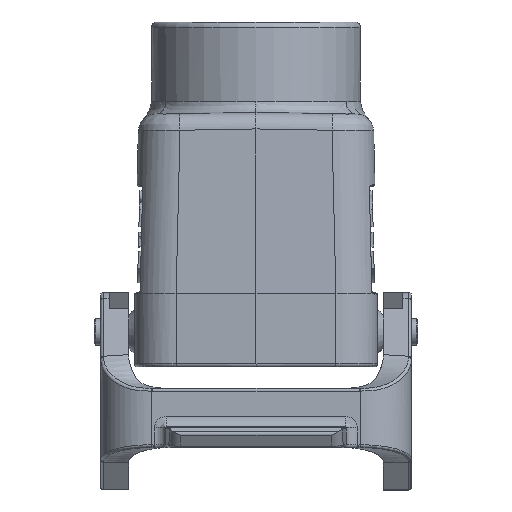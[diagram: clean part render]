
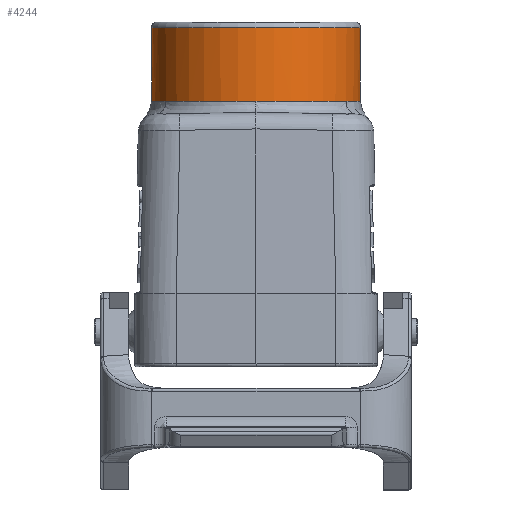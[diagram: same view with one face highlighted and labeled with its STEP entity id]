
A CAD part, left-side view. The second image highlights one B-rep face of the part: STEP entity #4244.
In plain terms, the highlighted cylindrical face has radius 18.5 mm (diameter 37 mm), a full revolution.
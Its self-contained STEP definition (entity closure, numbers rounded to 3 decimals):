
#2986=CYLINDRICAL_SURFACE('',#23505,18.5);
#4244=ADVANCED_FACE('',(#6221,#6222),#2986,.T.);
#5785=CIRCLE('',#23504,18.5);
#6221=FACE_BOUND('',#6435,.T.);
#6222=FACE_BOUND('',#6436,.T.);
#6435=EDGE_LOOP('',(#7850));
#6436=EDGE_LOOP('',(#7851,#7852,#7853,#7854,#7855,#7856));
#7850=ORIENTED_EDGE('',*,*,#14291,.T.);
#7851=ORIENTED_EDGE('',*,*,#14286,.T.);
#7852=ORIENTED_EDGE('',*,*,#14283,.T.);
#7853=ORIENTED_EDGE('',*,*,#14280,.T.);
#7854=ORIENTED_EDGE('',*,*,#14277,.T.);
#7855=ORIENTED_EDGE('',*,*,#14274,.T.);
#7856=ORIENTED_EDGE('',*,*,#14289,.T.);
#12694=VERTEX_POINT('',#31885);
#12696=VERTEX_POINT('',#31893);
#12698=VERTEX_POINT('',#31974);
#12700=VERTEX_POINT('',#32013);
#12702=VERTEX_POINT('',#32052);
#12704=VERTEX_POINT('',#32133);
#12706=VERTEX_POINT('',#32199);
#14274=EDGE_CURVE('',#12696,#12694,#16876,.T.);
#14277=EDGE_CURVE('',#12698,#12696,#16878,.T.);
#14280=EDGE_CURVE('',#12700,#12698,#16880,.T.);
#14283=EDGE_CURVE('',#12702,#12700,#16882,.T.);
#14286=EDGE_CURVE('',#12704,#12702,#16884,.T.);
#14289=EDGE_CURVE('',#12694,#12704,#16886,.T.);
#14291=EDGE_CURVE('',#12706,#12706,#5785,.T.);
#16876=B_SPLINE_CURVE_WITH_KNOTS('',3,(#31887,#31888,#31889,#31890,#31891,
#31892),.UNSPECIFIED.,.F.,.F.,(4,2,4),(0.,0.5,1.),.UNSPECIFIED.);
#16878=B_SPLINE_CURVE_WITH_KNOTS('',3,(#31968,#31969,#31970,#31971,#31972,
#31973),.UNSPECIFIED.,.F.,.F.,(4,2,4),(0.,0.5,1.),.UNSPECIFIED.);
#16880=B_SPLINE_CURVE_WITH_KNOTS('',3,(#32007,#32008,#32009,#32010,#32011,
#32012),.UNSPECIFIED.,.F.,.F.,(4,2,4),(0.,0.5,1.),.UNSPECIFIED.);
#16882=B_SPLINE_CURVE_WITH_KNOTS('',3,(#32046,#32047,#32048,#32049,#32050,
#32051),.UNSPECIFIED.,.F.,.F.,(4,2,4),(0.,0.5,1.),.UNSPECIFIED.);
#16884=B_SPLINE_CURVE_WITH_KNOTS('',3,(#32127,#32128,#32129,#32130,#32131,
#32132),.UNSPECIFIED.,.F.,.F.,(4,2,4),(0.,0.5,1.),.UNSPECIFIED.);
#16886=B_SPLINE_CURVE_WITH_KNOTS('',3,(#32164,#32165,#32166,#32167,#32168,
#32169),.UNSPECIFIED.,.F.,.F.,(4,2,4),(0.,0.5,1.),.UNSPECIFIED.);
#23504=AXIS2_PLACEMENT_3D('',#32198,#25218,#25219);
#23505=AXIS2_PLACEMENT_3D('',#32200,#25220,#25221);
#25218=DIRECTION('',(0.,0.,-1.));
#25219=DIRECTION('',(-1.,0.,0.));
#25220=DIRECTION('',(0.,0.,1.));
#25221=DIRECTION('',(1.,0.,0.));
#31885=CARTESIAN_POINT('',(9.436,-15.913,37.85));
#31887=CARTESIAN_POINT('',(-9.436,-15.913,37.85));
#31888=CARTESIAN_POINT('',(-6.597,-17.596,37.85));
#31889=CARTESIAN_POINT('',(-3.301,-18.5,37.85));
#31890=CARTESIAN_POINT('',(3.301,-18.5,37.85));
#31891=CARTESIAN_POINT('',(6.597,-17.596,37.85));
#31892=CARTESIAN_POINT('',(9.436,-15.913,37.85));
#31893=CARTESIAN_POINT('',(-9.436,-15.913,37.85));
#31968=CARTESIAN_POINT('',(-18.5,0.,37.85));
#31969=CARTESIAN_POINT('',(-18.5,-3.193,37.85));
#31970=CARTESIAN_POINT('',(-17.655,-6.382,37.85));
#31971=CARTESIAN_POINT('',(-14.495,-11.931,37.85));
#31972=CARTESIAN_POINT('',(-12.182,-14.284,37.85));
#31973=CARTESIAN_POINT('',(-9.436,-15.913,37.85));
#31974=CARTESIAN_POINT('',(-18.5,0.,37.85));
#32007=CARTESIAN_POINT('',(-9.436,15.912,37.85));
#32008=CARTESIAN_POINT('',(-12.183,14.284,37.85));
#32009=CARTESIAN_POINT('',(-14.495,11.931,37.85));
#32010=CARTESIAN_POINT('',(-17.655,6.382,37.85));
#32011=CARTESIAN_POINT('',(-18.5,3.193,37.85));
#32012=CARTESIAN_POINT('',(-18.5,0.,37.85));
#32013=CARTESIAN_POINT('',(-9.436,15.912,37.85));
#32046=CARTESIAN_POINT('',(9.436,15.913,37.85));
#32047=CARTESIAN_POINT('',(6.597,17.596,37.85));
#32048=CARTESIAN_POINT('',(3.301,18.5,37.85));
#32049=CARTESIAN_POINT('',(-3.301,18.5,37.85));
#32050=CARTESIAN_POINT('',(-6.597,17.596,37.85));
#32051=CARTESIAN_POINT('',(-9.436,15.912,37.85));
#32052=CARTESIAN_POINT('',(9.436,15.913,37.85));
#32127=CARTESIAN_POINT('',(18.5,0.,37.85));
#32128=CARTESIAN_POINT('',(18.5,3.193,37.85));
#32129=CARTESIAN_POINT('',(17.655,6.382,37.85));
#32130=CARTESIAN_POINT('',(14.495,11.931,37.85));
#32131=CARTESIAN_POINT('',(12.182,14.284,37.85));
#32132=CARTESIAN_POINT('',(9.436,15.913,37.85));
#32133=CARTESIAN_POINT('',(18.5,0.,37.85));
#32164=CARTESIAN_POINT('',(9.436,-15.913,37.85));
#32165=CARTESIAN_POINT('',(12.183,-14.284,37.85));
#32166=CARTESIAN_POINT('',(14.495,-11.931,37.85));
#32167=CARTESIAN_POINT('',(17.655,-6.382,37.85));
#32168=CARTESIAN_POINT('',(18.5,-3.193,37.85));
#32169=CARTESIAN_POINT('',(18.5,0.,37.85));
#32198=CARTESIAN_POINT('',(0.,0.,50.85));
#32199=CARTESIAN_POINT('',(-18.5,0.,50.85));
#32200=CARTESIAN_POINT('',(0.,0.,35.35));
